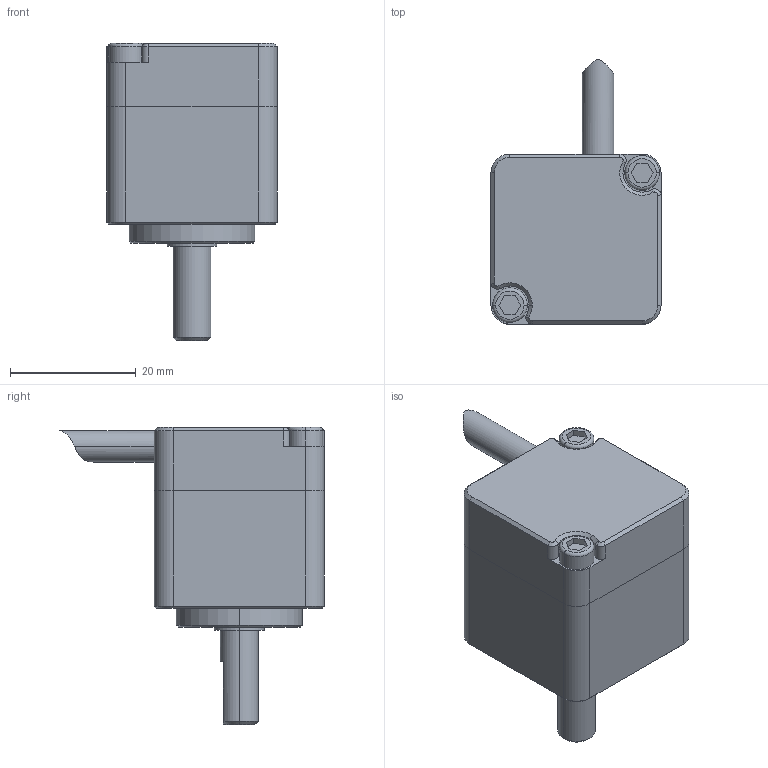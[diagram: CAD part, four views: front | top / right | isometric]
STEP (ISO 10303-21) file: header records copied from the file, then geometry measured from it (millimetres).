
FILE_DESCRIPTION (( 'STEP AP214' ), '1' );
FILE_NAME ('27_源倛晤鎢ん.STEP', '2021-09-04T09:37:33', ( '' ), ( '' ), 'SwSTEP 2.0', 'SolidWorks 2014', '' );
FILE_SCHEMA (( 'AUTOMOTIVE_DESIGN' ));
Length unit declared in the file: millimetre
Products named in the file (1): 27_源倛晤鎢ん
Bounding box: 27 x 42 x 47.2 mm (x, y, z)
Volume: 22073.5 mm3; surface area: 5404.9 mm2
Topology: 1 solids, 1 shells, 109 faces, 253 edges, 149 vertices
Faces by surface type: plane 41, cylinder 36, cone 27, torus 4, bspline 1
Entity records: 3230 total; most frequent: CARTESIAN_POINT 611, DIRECTION 556, ORIENTED_EDGE 490, EDGE_CURVE 245, AXIS2_PLACEMENT_3D 206, VERTEX_POINT 149, VECTOR 144, LINE 144
